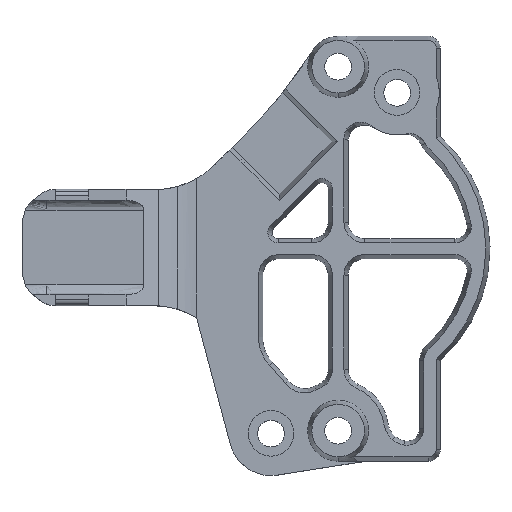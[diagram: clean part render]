
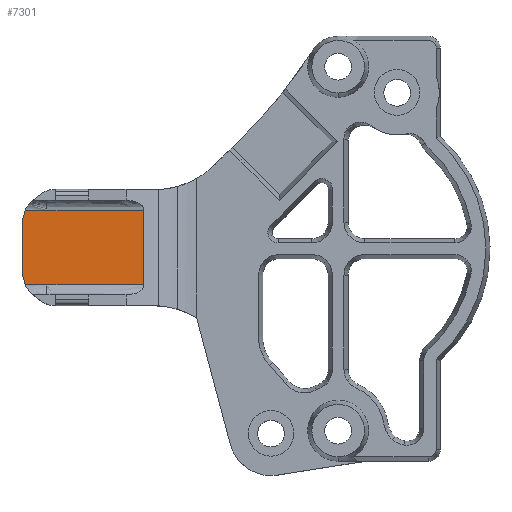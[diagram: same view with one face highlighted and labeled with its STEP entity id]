
A CAD part, top view. The second image highlights one B-rep face of the part: STEP entity #7301.
In plain terms, the highlighted planar face has unit normal (0, 0, 1).
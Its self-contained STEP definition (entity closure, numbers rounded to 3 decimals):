
#9 = VERTEX_POINT ( 'NONE', #4423 ) ;
#256 = DIRECTION ( 'NONE',  ( 1., 0., 0. ) ) ;
#395 = ORIENTED_EDGE ( 'NONE', *, *, #404, .F. ) ;
#404 = EDGE_CURVE ( 'NONE', #3593, #3061, #1764, .T. ) ;
#430 = DIRECTION ( 'NONE',  ( -0.122, 0.993, 0. ) ) ;
#479 = VERTEX_POINT ( 'NONE', #5150 ) ;
#505 = VERTEX_POINT ( 'NONE', #6433 ) ;
#650 = DIRECTION ( 'NONE',  ( -0.122, -0.993, 0. ) ) ;
#653 = CARTESIAN_POINT ( 'NONE',  ( 144.018, 56.813, 10.313 ) ) ;
#671 = DIRECTION ( 'NONE',  ( -0.243, 0.97, 0. ) ) ;
#768 = ORIENTED_EDGE ( 'NONE', *, *, #2035, .T. ) ;
#776 = AXIS2_PLACEMENT_3D ( 'NONE', #3301, #3542, #1048 ) ;
#806 = FACE_OUTER_BOUND ( 'NONE', #6065, .T. ) ;
#1018 = DIRECTION ( 'NONE',  ( 0., 0., -1. ) ) ;
#1048 = DIRECTION ( 'NONE',  ( -0.545, 0.838, 0. ) ) ;
#1235 = ORIENTED_EDGE ( 'NONE', *, *, #5401, .F. ) ;
#1313 = CIRCLE ( 'NONE', #776, 2.75 ) ;
#1399 = LINE ( 'NONE', #4002, #5193 ) ;
#1475 = ORIENTED_EDGE ( 'NONE', *, *, #2857, .T. ) ;
#1518 = LINE ( 'NONE', #7712, #7552 ) ;
#1764 = LINE ( 'NONE', #4957, #6425 ) ;
#1824 = ORIENTED_EDGE ( 'NONE', *, *, #7648, .F. ) ;
#2035 = EDGE_CURVE ( 'NONE', #7019, #3673, #1399, .T. ) ;
#2051 = EDGE_CURVE ( 'NONE', #4848, #4332, #1518, .T. ) ;
#2074 = CARTESIAN_POINT ( 'NONE',  ( 146.889, 63.616, 10.313 ) ) ;
#2104 = DIRECTION ( 'NONE',  ( 0., 0., 1. ) ) ;
#2119 = EDGE_CURVE ( 'NONE', #2506, #4848, #3973, .T. ) ;
#2197 = DIRECTION ( 'NONE',  ( 0., 0., -1. ) ) ;
#2310 = CARTESIAN_POINT ( 'NONE',  ( 146.686, 57.48, 10.313 ) ) ;
#2472 = LINE ( 'NONE', #5118, #5267 ) ;
#2480 = VECTOR ( 'NONE', #5487, 1000. ) ;
#2483 = ORIENTED_EDGE ( 'NONE', *, *, #2051, .F. ) ;
#2506 = VERTEX_POINT ( 'NONE', #3503 ) ;
#2517 = EDGE_CURVE ( 'NONE', #505, #5834, #4917, .T. ) ;
#2573 = EDGE_CURVE ( 'NONE', #3130, #7141, #2472, .T. ) ;
#2581 = ORIENTED_EDGE ( 'NONE', *, *, #5803, .T. ) ;
#2650 = DIRECTION ( 'NONE',  ( 0., 0., -1. ) ) ;
#2857 = EDGE_CURVE ( 'NONE', #505, #4727, #6145, .T. ) ;
#2886 = DIRECTION ( 'NONE',  ( 0., 0., -1. ) ) ;
#3061 = VERTEX_POINT ( 'NONE', #4134 ) ;
#3130 = VERTEX_POINT ( 'NONE', #3514 ) ;
#3301 = CARTESIAN_POINT ( 'NONE',  ( 146.889, 56.667, 10.313 ) ) ;
#3312 = CARTESIAN_POINT ( 'NONE',  ( 146.686, 57.48, 10.313 ) ) ;
#3350 = PLANE ( 'NONE',  #4437 ) ;
#3388 = DIRECTION ( 'NONE',  ( -1., 0., 0. ) ) ;
#3476 = CIRCLE ( 'NONE', #4803, 2.75 ) ;
#3503 = CARTESIAN_POINT ( 'NONE',  ( 143.957, 63.139, 10.313 ) ) ;
#3507 = ORIENTED_EDGE ( 'NONE', *, *, #6058, .F. ) ;
#3514 = CARTESIAN_POINT ( 'NONE',  ( 144.221, 56., 10.313 ) ) ;
#3542 = DIRECTION ( 'NONE',  ( 0., 0., -1. ) ) ;
#3566 = AXIS2_PLACEMENT_3D ( 'NONE', #5678, #7673, #650 ) ;
#3593 = VERTEX_POINT ( 'NONE', #7829 ) ;
#3629 = EDGE_CURVE ( 'NONE', #7141, #479, #6884, .T. ) ;
#3673 = VERTEX_POINT ( 'NONE', #5499 ) ;
#3850 = ORIENTED_EDGE ( 'NONE', *, *, #2517, .F. ) ;
#3886 = CARTESIAN_POINT ( 'NONE',  ( 158.62, 55.648, 10.313 ) ) ;
#3967 = DIRECTION ( 'NONE',  ( -0.545, -0.838, 0. ) ) ;
#3973 = CIRCLE ( 'NONE', #4923, 2.75 ) ;
#3994 = LINE ( 'NONE', #7750, #4179 ) ;
#4002 = CARTESIAN_POINT ( 'NONE',  ( 146.936, 64.634, 10.313 ) ) ;
#4134 = CARTESIAN_POINT ( 'NONE',  ( 143.936, 62.803, 10.313 ) ) ;
#4179 = VECTOR ( 'NONE', #256, 1000. ) ;
#4325 = DIRECTION ( 'NONE',  ( 0., 1., 0. ) ) ;
#4332 = VERTEX_POINT ( 'NONE', #4515 ) ;
#4391 = AXIS2_PLACEMENT_3D ( 'NONE', #3312, #2650, #7641 ) ;
#4423 = CARTESIAN_POINT ( 'NONE',  ( 158.62, 64.634, 10.313 ) ) ;
#4437 = AXIS2_PLACEMENT_3D ( 'NONE', #5265, #2104, #6733 ) ;
#4466 = CARTESIAN_POINT ( 'NONE',  ( 146.936, 64.634, 10.313 ) ) ;
#4487 = CIRCLE ( 'NONE', #3566, 2.75 ) ;
#4515 = CARTESIAN_POINT ( 'NONE',  ( 144.221, 64.283, 10.313 ) ) ;
#4727 = VERTEX_POINT ( 'NONE', #3886 ) ;
#4803 = AXIS2_PLACEMENT_3D ( 'NONE', #2074, #2197, #3967 ) ;
#4848 = VERTEX_POINT ( 'NONE', #5347 ) ;
#4865 = CARTESIAN_POINT ( 'NONE',  ( 146.936, 55.648, 10.313 ) ) ;
#4917 = LINE ( 'NONE', #6027, #6056 ) ;
#4923 = AXIS2_PLACEMENT_3D ( 'NONE', #6819, #1018, #8086 ) ;
#4957 = CARTESIAN_POINT ( 'NONE',  ( 143.936, 64.634, 10.313 ) ) ;
#5041 = AXIS2_PLACEMENT_3D ( 'NONE', #2310, #2886, #430 ) ;
#5118 = CARTESIAN_POINT ( 'NONE',  ( 143.393, 59.315, 10.313 ) ) ;
#5122 = ORIENTED_EDGE ( 'NONE', *, *, #5946, .F. ) ;
#5150 = CARTESIAN_POINT ( 'NONE',  ( 143.957, 57.144, 10.313 ) ) ;
#5193 = VECTOR ( 'NONE', #3388, 1000. ) ;
#5265 = CARTESIAN_POINT ( 'NONE',  ( 146.936, 64.634, 10.313 ) ) ;
#5267 = VECTOR ( 'NONE', #671, 1000. ) ;
#5347 = CARTESIAN_POINT ( 'NONE',  ( 144.018, 63.47, 10.313 ) ) ;
#5401 = EDGE_CURVE ( 'NONE', #479, #3593, #7036, .T. ) ;
#5414 = DIRECTION ( 'NONE',  ( -1., 0., 0. ) ) ;
#5487 = DIRECTION ( 'NONE',  ( 1., 0., 0. ) ) ;
#5499 = CARTESIAN_POINT ( 'NONE',  ( 144.335, 64.634, 10.313 ) ) ;
#5595 = DIRECTION ( 'NONE',  ( 0., 1., 0. ) ) ;
#5666 = EDGE_CURVE ( 'NONE', #4332, #3673, #3476, .T. ) ;
#5678 = CARTESIAN_POINT ( 'NONE',  ( 146.686, 62.803, 10.313 ) ) ;
#5693 = ORIENTED_EDGE ( 'NONE', *, *, #3629, .F. ) ;
#5702 = ORIENTED_EDGE ( 'NONE', *, *, #5666, .F. ) ;
#5803 = EDGE_CURVE ( 'NONE', #4727, #9, #7927, .T. ) ;
#5834 = VERTEX_POINT ( 'NONE', #7435 ) ;
#5946 = EDGE_CURVE ( 'NONE', #3061, #2506, #4487, .T. ) ;
#6027 = CARTESIAN_POINT ( 'NONE',  ( 146.936, 55.648, 10.313 ) ) ;
#6056 = VECTOR ( 'NONE', #5414, 1000. ) ;
#6058 = EDGE_CURVE ( 'NONE', #5834, #3130, #1313, .T. ) ;
#6065 = EDGE_LOOP ( 'NONE', ( #5702, #2483, #7273, #5122, #395, #1235, #5693, #6448, #3507, #3850, #1475, #2581, #1824, #768 ) ) ;
#6145 = LINE ( 'NONE', #4865, #2480 ) ;
#6425 = VECTOR ( 'NONE', #4325, 1000. ) ;
#6433 = CARTESIAN_POINT ( 'NONE',  ( 146.936, 55.648, 10.313 ) ) ;
#6448 = ORIENTED_EDGE ( 'NONE', *, *, #2573, .F. ) ;
#6733 = DIRECTION ( 'NONE',  ( 1., 0., 0. ) ) ;
#6819 = CARTESIAN_POINT ( 'NONE',  ( 146.686, 62.803, 10.313 ) ) ;
#6884 = CIRCLE ( 'NONE', #5041, 2.75 ) ;
#7019 = VERTEX_POINT ( 'NONE', #4466 ) ;
#7036 = CIRCLE ( 'NONE', #4391, 2.75 ) ;
#7108 = DIRECTION ( 'NONE',  ( 0.243, 0.97, 0. ) ) ;
#7141 = VERTEX_POINT ( 'NONE', #653 ) ;
#7273 = ORIENTED_EDGE ( 'NONE', *, *, #2119, .F. ) ;
#7301 = ADVANCED_FACE ( 'NONE', ( #806 ), #3350, .T. ) ;
#7357 = CARTESIAN_POINT ( 'NONE',  ( 158.62, 66.05, 10.313 ) ) ;
#7422 = VECTOR ( 'NONE', #5595, 1000. ) ;
#7435 = CARTESIAN_POINT ( 'NONE',  ( 144.335, 55.648, 10.313 ) ) ;
#7552 = VECTOR ( 'NONE', #7108, 1000. ) ;
#7641 = DIRECTION ( 'NONE',  ( -0.122, 0.993, 0. ) ) ;
#7648 = EDGE_CURVE ( 'NONE', #7019, #9, #3994, .T. ) ;
#7673 = DIRECTION ( 'NONE',  ( 0., 0., -1. ) ) ;
#7712 = CARTESIAN_POINT ( 'NONE',  ( 144.45, 65.197, 10.313 ) ) ;
#7750 = CARTESIAN_POINT ( 'NONE',  ( 146.936, 64.634, 10.313 ) ) ;
#7829 = CARTESIAN_POINT ( 'NONE',  ( 143.936, 57.48, 10.313 ) ) ;
#7927 = LINE ( 'NONE', #7357, #7422 ) ;
#8086 = DIRECTION ( 'NONE',  ( -0.122, -0.993, 0. ) ) ;
